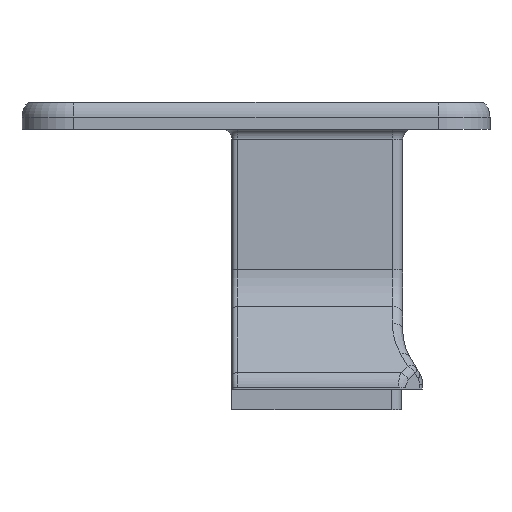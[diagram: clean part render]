
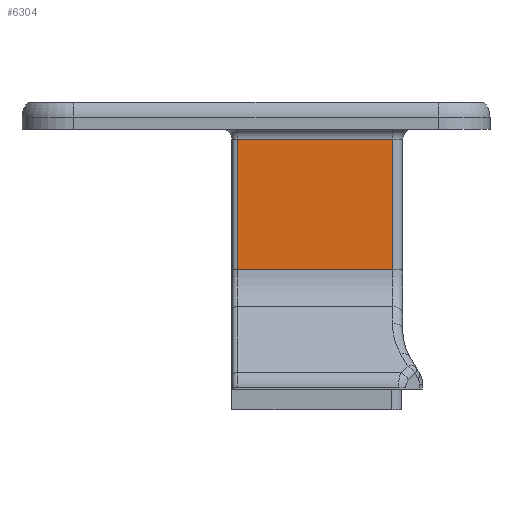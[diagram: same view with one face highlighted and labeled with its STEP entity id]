
A CAD part, front view. The second image highlights one B-rep face of the part: STEP entity #6304.
In plain terms, the highlighted planar face has unit normal (0, -1, 0).
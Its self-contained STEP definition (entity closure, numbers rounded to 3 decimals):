
#301=PLANE('',#7074);
#810=FACE_OUTER_BOUND('',#1208,.T.);
#1208=EDGE_LOOP('',(#5706,#5707,#5708,#5709));
#1587=LINE('',#11101,#2041);
#1592=LINE('',#11133,#2046);
#1675=LINE('',#11857,#2129);
#1676=LINE('',#11859,#2130);
#2041=VECTOR('',#8558,10.);
#2046=VECTOR('',#8601,10.);
#2129=VECTOR('',#8996,10.);
#2130=VECTOR('',#8999,10.);
#2969=VERTEX_POINT('',#11095);
#2970=VERTEX_POINT('',#11099);
#2978=VERTEX_POINT('',#11131);
#3094=VERTEX_POINT('',#11853);
#3776=EDGE_CURVE('',#2970,#2969,#1587,.T.);
#3792=EDGE_CURVE('',#2969,#2978,#1592,.T.);
#3982=EDGE_CURVE('',#3094,#2970,#1675,.T.);
#3983=EDGE_CURVE('',#2978,#3094,#1676,.T.);
#5706=ORIENTED_EDGE('',*,*,#3776,.T.);
#5707=ORIENTED_EDGE('',*,*,#3792,.T.);
#5708=ORIENTED_EDGE('',*,*,#3983,.T.);
#5709=ORIENTED_EDGE('',*,*,#3982,.T.);
#6304=ADVANCED_FACE('',(#810),#301,.F.);
#7074=AXIS2_PLACEMENT_3D('',#11858,#8997,#8998);
#8558=DIRECTION('',(-1.,0.,0.));
#8601=DIRECTION('',(0.,0.,-1.));
#8996=DIRECTION('',(0.,0.,1.));
#8997=DIRECTION('center_axis',(0.,1.,0.));
#8998=DIRECTION('ref_axis',(1.,0.,0.));
#8999=DIRECTION('',(1.,0.,0.));
#11095=CARTESIAN_POINT('',(-57.3,-104.6,-39.096));
#11099=CARTESIAN_POINT('',(-42.36,-104.6,-39.096));
#11101=CARTESIAN_POINT('',(-57.471,-104.6,-39.096));
#11131=CARTESIAN_POINT('',(-57.3,-104.6,-51.625));
#11133=CARTESIAN_POINT('',(-57.3,-104.6,-38.096));
#11853=CARTESIAN_POINT('',(-42.36,-104.6,-51.625));
#11857=CARTESIAN_POINT('',(-42.36,-104.6,-38.096));
#11858=CARTESIAN_POINT('Origin',(-59.441,-104.6,-38.096));
#11859=CARTESIAN_POINT('',(-58.621,-104.6,-51.625));
